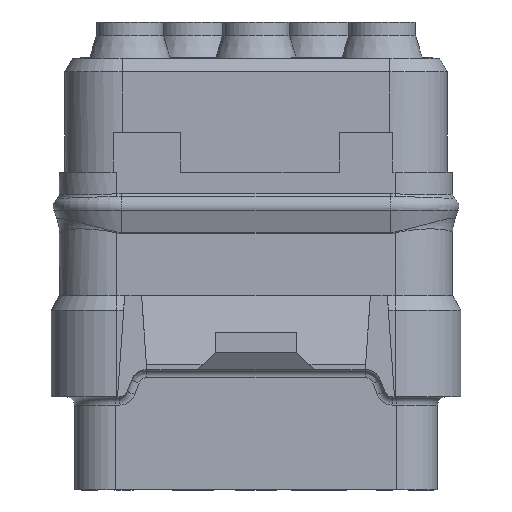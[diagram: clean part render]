
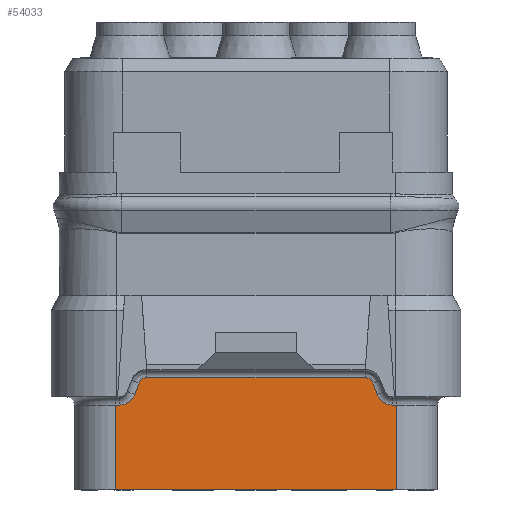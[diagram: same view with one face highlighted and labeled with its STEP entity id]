
A CAD part, front view. The second image highlights one B-rep face of the part: STEP entity #54033.
In plain terms, the highlighted planar face has unit normal (0, -1, 0).
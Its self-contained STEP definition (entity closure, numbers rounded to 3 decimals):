
#3352=DIRECTION('',(-1.,0.,0.));
#3353=VECTOR('',#3352,10.3);
#3354=CARTESIAN_POINT('',(5.15,-5.775,-11.63));
#3355=LINE('',#3354,#3353);
#4317=DIRECTION('',(0.,0.,-1.));
#4318=VECTOR('',#4317,3.1);
#4319=CARTESIAN_POINT('',(-5.15,-5.775,-8.53));
#4320=LINE('',#4319,#4318);
#4497=DIRECTION('',(-1.,0.,0.));
#4498=VECTOR('',#4497,0.15);
#4499=CARTESIAN_POINT('',(5.15,-5.775,-8.53));
#4500=LINE('',#4499,#4498);
#4546=DIRECTION('',(0.,0.,-1.));
#4547=VECTOR('',#4546,3.1);
#4548=CARTESIAN_POINT('',(5.15,-5.775,-8.53));
#4549=LINE('',#4548,#4547);
#4555=DIRECTION('',(-1.,0.,0.));
#4556=VECTOR('',#4555,0.15);
#4557=CARTESIAN_POINT('',(-5.,-5.775,-8.53));
#4558=LINE('',#4557,#4556);
#4569=CARTESIAN_POINT('',(-5.,-5.775,-7.93));
#4570=DIRECTION('',(0.,1.,0.));
#4571=DIRECTION('',(0.935,0.,-0.354));
#4572=AXIS2_PLACEMENT_3D('',#4569,#4570,#4571);
#6547=DIRECTION('',(-0.354,0.,0.935));
#6548=VECTOR('',#6547,0.447);
#6549=CARTESIAN_POINT('',(4.439,-5.775,-8.142));
#6550=LINE('',#6549,#6548);
#6561=CARTESIAN_POINT('',(5.,-5.775,-7.93));
#6562=DIRECTION('',(0.,1.,0.));
#6563=DIRECTION('',(0.,0.,-1.));
#6564=AXIS2_PLACEMENT_3D('',#6561,#6562,#6563);
#6580=CARTESIAN_POINT('',(4.,-5.775,-7.83));
#6581=DIRECTION('',(0.,-1.,0.));
#6582=DIRECTION('',(0.935,0.,0.354));
#6583=AXIS2_PLACEMENT_3D('',#6580,#6581,#6582);
#6590=DIRECTION('',(-1.,0.,0.));
#6591=VECTOR('',#6590,8.);
#6592=CARTESIAN_POINT('',(4.,-5.775,-7.53));
#6593=LINE('',#6592,#6591);
#6604=CARTESIAN_POINT('',(-4.,-5.775,-7.83));
#6605=DIRECTION('',(0.,-1.,0.));
#6606=DIRECTION('',(0.,0.,1.));
#6607=AXIS2_PLACEMENT_3D('',#6604,#6605,#6606);
#6626=DIRECTION('',(-0.354,0.,-0.935));
#6627=VECTOR('',#6626,0.447);
#6628=CARTESIAN_POINT('',(-4.281,-5.775,-7.724));
#6629=LINE('',#6628,#6627);
#45216=CARTESIAN_POINT('',(-5.15,-5.775,-11.63));
#45218=VERTEX_POINT('',#45216);
#45230=CARTESIAN_POINT('',(5.15,-5.775,-11.63));
#45231=VERTEX_POINT('',#45230);
#45298=CARTESIAN_POINT('',(-5.15,-5.775,-8.53));
#45299=VERTEX_POINT('',#45298);
#45300=CARTESIAN_POINT('',(-5.,-5.775,-8.53));
#45301=VERTEX_POINT('',#45300);
#45306=CARTESIAN_POINT('',(-4.439,-5.775,-8.142));
#45307=VERTEX_POINT('',#45306);
#45310=CARTESIAN_POINT('',(-4.281,-5.775,-7.724));
#45311=VERTEX_POINT('',#45310);
#45312=CARTESIAN_POINT('',(-4.,-5.775,-7.53));
#45313=VERTEX_POINT('',#45312);
#45314=CARTESIAN_POINT('',(4.,-5.775,-7.53));
#45315=VERTEX_POINT('',#45314);
#45316=CARTESIAN_POINT('',(4.281,-5.775,-7.724));
#45317=VERTEX_POINT('',#45316);
#45322=CARTESIAN_POINT('',(4.439,-5.775,-8.142));
#45323=VERTEX_POINT('',#45322);
#45326=CARTESIAN_POINT('',(5.,-5.775,-8.53));
#45327=VERTEX_POINT('',#45326);
#45328=CARTESIAN_POINT('',(5.15,-5.775,-8.53));
#45329=VERTEX_POINT('',#45328);
#54006=CARTESIAN_POINT('',(5.15,-5.775,-8.23));
#54007=DIRECTION('',(0.,-1.,0.));
#54008=DIRECTION('',(-1.,0.,0.));
#54009=AXIS2_PLACEMENT_3D('',#54006,#54007,#54008);
#54010=PLANE('',#54009);
#54012=ORIENTED_EDGE('',*,*,#54011,.F.);
#54014=ORIENTED_EDGE('',*,*,#54013,.F.);
#54016=ORIENTED_EDGE('',*,*,#54015,.F.);
#54018=ORIENTED_EDGE('',*,*,#54017,.F.);
#54020=ORIENTED_EDGE('',*,*,#54019,.F.);
#54022=ORIENTED_EDGE('',*,*,#54021,.F.);
#54024=ORIENTED_EDGE('',*,*,#54023,.F.);
#54026=ORIENTED_EDGE('',*,*,#54025,.F.);
#54027=ORIENTED_EDGE('',*,*,#53919,.F.);
#54028=ORIENTED_EDGE('',*,*,#54001,.T.);
#54029=ORIENTED_EDGE('',*,*,#53181,.T.);
#54030=ORIENTED_EDGE('',*,*,#53698,.F.);
#54031=EDGE_LOOP('',(#54012,#54014,#54016,#54018,#54020,#54022,#54024,#54026,
#54027,#54028,#54029,#54030));
#54032=FACE_OUTER_BOUND('',#54031,.F.);
#54033=ADVANCED_FACE('',(#54032),#54010,.T.);
#4573=CIRCLE('',#4572,0.6);
#6565=CIRCLE('',#6564,0.6);
#6584=CIRCLE('',#6583,0.3);
#6608=CIRCLE('',#6607,0.3);
#53181=EDGE_CURVE('',#45231,#45218,#3355,.T.);
#53698=EDGE_CURVE('',#45299,#45218,#4320,.T.);
#53919=EDGE_CURVE('',#45329,#45327,#4500,.T.);
#54001=EDGE_CURVE('',#45329,#45231,#4549,.T.);
#54011=EDGE_CURVE('',#45301,#45299,#4558,.T.);
#54013=EDGE_CURVE('',#45307,#45301,#4573,.T.);
#54015=EDGE_CURVE('',#45311,#45307,#6629,.T.);
#54017=EDGE_CURVE('',#45313,#45311,#6608,.T.);
#54019=EDGE_CURVE('',#45315,#45313,#6593,.T.);
#54021=EDGE_CURVE('',#45317,#45315,#6584,.T.);
#54023=EDGE_CURVE('',#45323,#45317,#6550,.T.);
#54025=EDGE_CURVE('',#45327,#45323,#6565,.T.);
